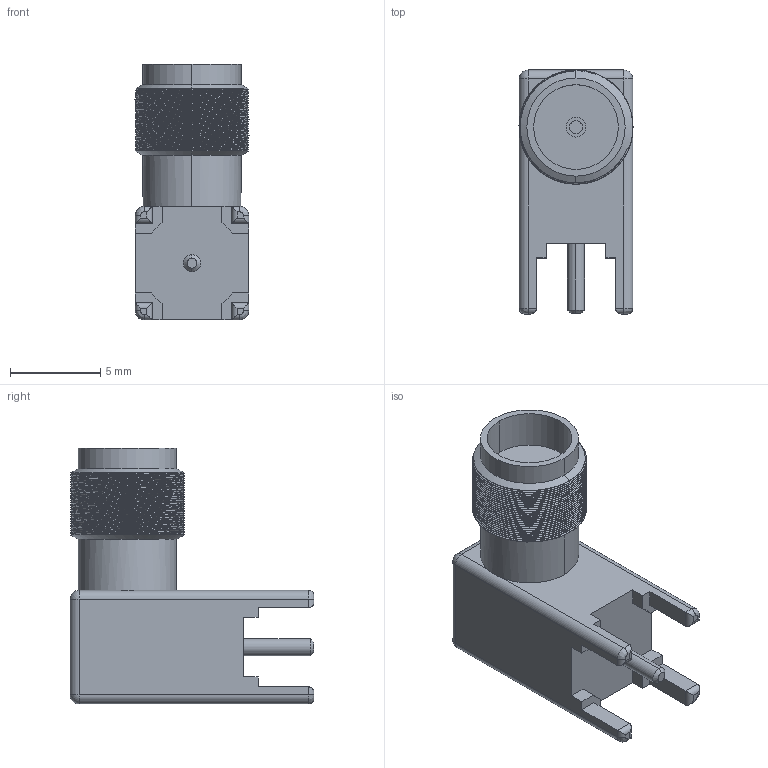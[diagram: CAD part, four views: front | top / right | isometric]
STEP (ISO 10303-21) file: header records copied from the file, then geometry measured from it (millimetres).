
FILE_DESCRIPTION(('STEP AP242'),'1');
FILE_NAME('5-1814400-1.stp','2022-07-16T15:47:20',('TraceParts'),('TraceParts S.A.'),'Spatial InterOp 3D',' ',' ');
FILE_SCHEMA(('AP242_MANAGED_MODEL_BASED_3D_ENGINEERING_MIM_LF {1 0 10303 442 1 1 4}'));
Length unit declared in the file: millimetre
Products named in the file (1): 5-1814400-1
Bounding box: 6.33 x 13.53 x 14.2 mm (x, y, z)
Volume: 572.4 mm3; surface area: 608.4 mm2
Topology: 1 solids, 1 shells, 171 faces, 440 edges, 275 vertices
Faces by surface type: cylinder 94, plane 39, bspline 28, cone 6, sphere 4
Entity records: 15327 total; most frequent: CARTESIAN_POINT 11512, ORIENTED_EDGE 880, DIRECTION 644, EDGE_CURVE 440, VERTEX_POINT 275, AXIS2_PLACEMENT_3D 215, LINE 214, VECTOR 214
